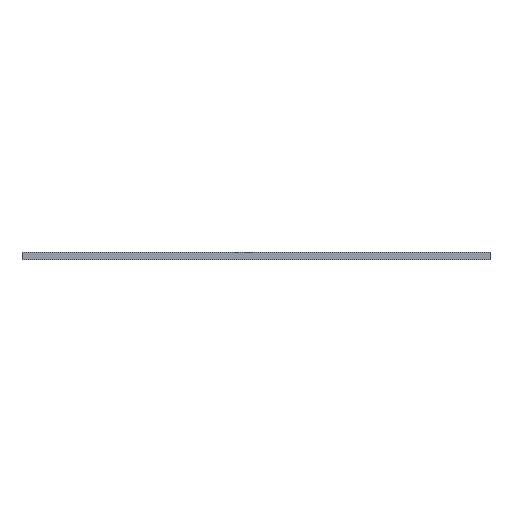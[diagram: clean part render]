
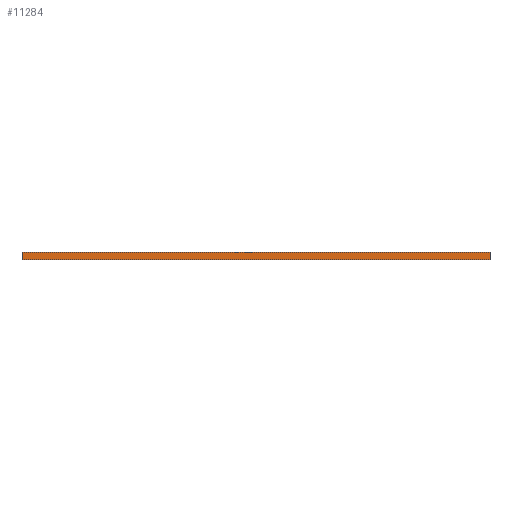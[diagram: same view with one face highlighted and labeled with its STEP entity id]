
A CAD part, front view. The second image highlights one B-rep face of the part: STEP entity #11284.
In plain terms, the highlighted planar face has unit normal (0, -1, 0).
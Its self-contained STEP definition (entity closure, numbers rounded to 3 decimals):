
#704=PLANE('',#11828);
#1226=FACE_OUTER_BOUND('',#1748,.T.);
#1748=EDGE_LOOP('',(#9705,#9706,#9707,#9708));
#3470=LINE('',#17542,#5022);
#3471=LINE('',#17545,#5023);
#3472=LINE('',#17547,#5024);
#3473=LINE('',#17548,#5025);
#5022=VECTOR('',#14420,10.);
#5023=VECTOR('',#14423,10.);
#5024=VECTOR('',#14424,10.);
#5025=VECTOR('',#14425,10.);
#6074=VERTEX_POINT('',#17536);
#6076=VERTEX_POINT('',#17540);
#6077=VERTEX_POINT('',#17544);
#6078=VERTEX_POINT('',#17546);
#7630=EDGE_CURVE('',#6074,#6076,#3470,.T.);
#7631=EDGE_CURVE('',#6074,#6077,#3471,.T.);
#7632=EDGE_CURVE('',#6078,#6076,#3472,.T.);
#7633=EDGE_CURVE('',#6077,#6078,#3473,.T.);
#9705=ORIENTED_EDGE('',*,*,#7631,.F.);
#9706=ORIENTED_EDGE('',*,*,#7630,.T.);
#9707=ORIENTED_EDGE('',*,*,#7632,.F.);
#9708=ORIENTED_EDGE('',*,*,#7633,.F.);
#11284=ADVANCED_FACE('',(#1226),#704,.T.);
#11828=AXIS2_PLACEMENT_3D('',#17543,#14421,#14422);
#14420=DIRECTION('',(0.,0.,-1.));
#14421=DIRECTION('center_axis',(0.,-1.,0.));
#14422=DIRECTION('ref_axis',(-1.,0.,0.));
#14423=DIRECTION('',(1.,0.,0.));
#14424=DIRECTION('',(-1.,0.,0.));
#14425=DIRECTION('',(0.,0.,-1.));
#17536=CARTESIAN_POINT('',(-92.5,29.,-40.));
#17540=CARTESIAN_POINT('',(-92.5,29.,-43.));
#17542=CARTESIAN_POINT('',(-92.5,29.,-40.));
#17543=CARTESIAN_POINT('Origin',(92.5,29.,-40.));
#17544=CARTESIAN_POINT('',(92.5,29.,-40.));
#17545=CARTESIAN_POINT('',(-92.5,29.,-40.));
#17546=CARTESIAN_POINT('',(92.5,29.,-43.));
#17547=CARTESIAN_POINT('',(-92.5,29.,-43.));
#17548=CARTESIAN_POINT('',(92.5,29.,-40.));
